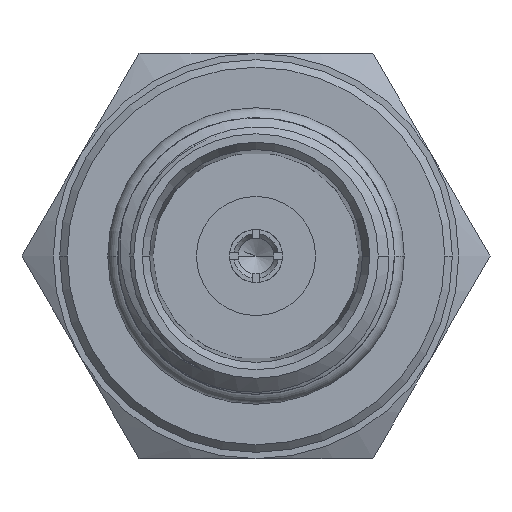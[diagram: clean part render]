
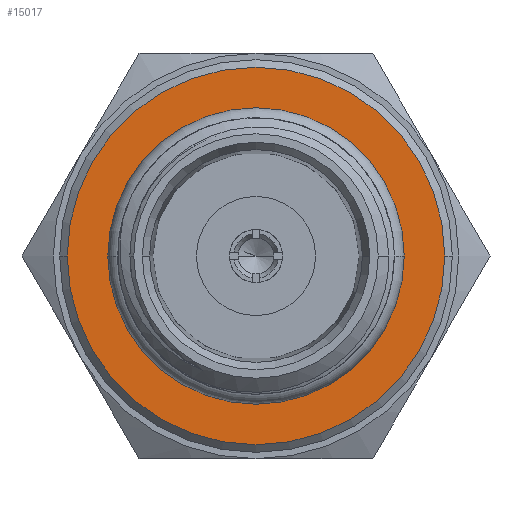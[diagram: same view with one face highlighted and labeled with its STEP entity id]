
A CAD part, left-side view. The second image highlights one B-rep face of the part: STEP entity #15017.
In plain terms, the highlighted planar face has unit normal (-1, 0, 0).
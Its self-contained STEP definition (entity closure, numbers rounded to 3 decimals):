
#1977=CARTESIAN_POINT('',(12.4,0.,0.));
#1978=DIRECTION('',(-1.,0.,0.));
#1979=DIRECTION('',(0.,-1.,0.));
#1980=AXIS2_PLACEMENT_3D('',#1977,#1978,#1979);
#1987=CARTESIAN_POINT('',(12.4,0.,0.));
#1988=DIRECTION('',(1.,0.,0.));
#1989=DIRECTION('',(0.,-1.,0.));
#1990=AXIS2_PLACEMENT_3D('',#1987,#1988,#1989);
#1992=CARTESIAN_POINT('',(12.4,0.,0.));
#1993=DIRECTION('',(-1.,0.,0.));
#1994=DIRECTION('',(0.,-1.,0.));
#1995=AXIS2_PLACEMENT_3D('',#1992,#1993,#1994);
#1997=CARTESIAN_POINT('',(12.4,0.,0.));
#1998=DIRECTION('',(-1.,0.,0.));
#1999=DIRECTION('',(0.,1.,0.));
#2000=AXIS2_PLACEMENT_3D('',#1997,#1998,#1999);
#11248=CARTESIAN_POINT('',(12.4,-5.85,0.));
#11249=CARTESIAN_POINT('',(12.4,5.85,0.));
#11250=VERTEX_POINT('',#11248);
#11251=VERTEX_POINT('',#11249);
#11252=CARTESIAN_POINT('',(12.4,-7.45,0.));
#11253=CARTESIAN_POINT('',(12.4,7.45,0.));
#11254=VERTEX_POINT('',#11252);
#11255=VERTEX_POINT('',#11253);
#15002=CARTESIAN_POINT('',(12.4,0.,0.));
#15003=DIRECTION('',(1.,0.,0.));
#15004=DIRECTION('',(0.,1.,0.));
#15005=AXIS2_PLACEMENT_3D('',#15002,#15003,#15004);
#15006=PLANE('',#15005);
#15008=ORIENTED_EDGE('',*,*,#15007,.F.);
#15010=ORIENTED_EDGE('',*,*,#15009,.F.);
#15011=EDGE_LOOP('',(#15008,#15010));
#15012=FACE_OUTER_BOUND('',#15011,.F.);
#15013=ORIENTED_EDGE('',*,*,#14997,.F.);
#15014=ORIENTED_EDGE('',*,*,#14984,.T.);
#15015=EDGE_LOOP('',(#15013,#15014));
#15016=FACE_BOUND('',#15015,.F.);
#15017=ADVANCED_FACE('',(#15012,#15016),#15006,.F.);
#1981=CIRCLE('',#1980,5.85);
#1991=CIRCLE('',#1990,5.85);
#1996=CIRCLE('',#1995,7.45);
#2001=CIRCLE('',#2000,7.45);
#14984=EDGE_CURVE('',#11250,#11251,#1981,.T.);
#14997=EDGE_CURVE('',#11250,#11251,#1991,.T.);
#15007=EDGE_CURVE('',#11254,#11255,#1996,.T.);
#15009=EDGE_CURVE('',#11255,#11254,#2001,.T.);
